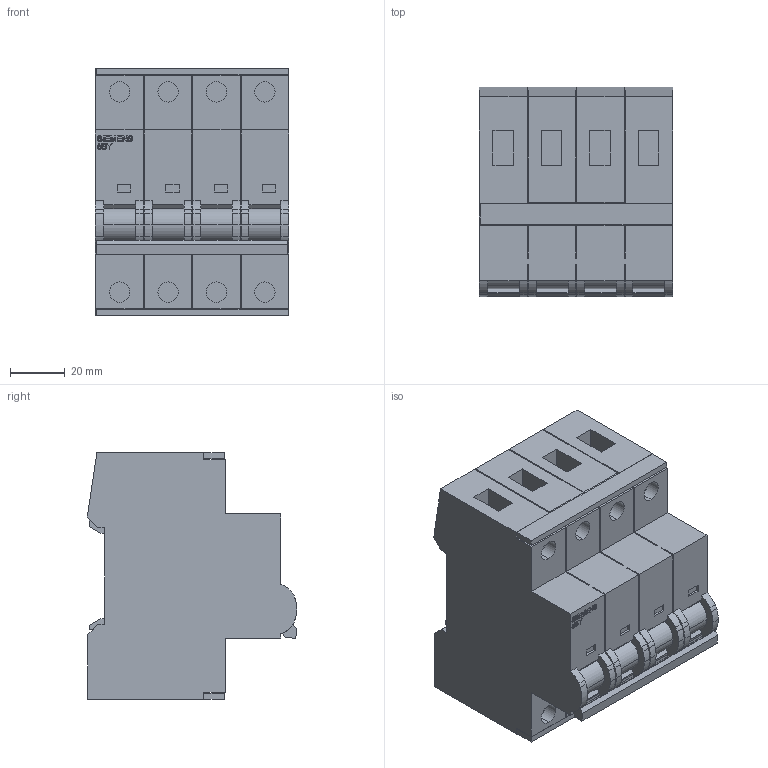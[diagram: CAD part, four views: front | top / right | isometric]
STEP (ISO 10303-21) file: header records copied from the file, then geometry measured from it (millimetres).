
FILE_DESCRIPTION(/* description */ ('Alibre Inc.'),/* implementation_level */ '2;1');
FILE_NAME(/* name */ 'export-955C350C-F468-4460-8A78-80A9FD31C1DB',/* time_stamp */ '2019-05-21T11:18:02+02:00',/* author */ (''),/* organization */ (''),/* preprocessor_version */ 'ST-DEVELOPER v17',/* originating_system */ 'Alibre',/* authorisation */ '');
FILE_SCHEMA (('AUTOMOTIVE_DESIGN'));
Length unit declared in the file: millimetre
Bounding box: 70.2 x 76.16 x 89.8 mm (x, y, z)
Volume: 350371.1 mm3; surface area: 45812.7 mm2
Topology: 1 solids, 5 shells, 630 faces, 1789 edges, 1167 vertices
Faces by surface type: plane 440, cylinder 139, bspline 51
Entity records: 32178 total; most frequent: CARTESIAN_POINT 15755, ORIENTED_EDGE 3578, DIRECTION 2640, EDGE_CURVE 1789, VECTOR 1356, LINE 1356, VERTEX_POINT 1167, AXIS2_PLACEMENT_3D 862
